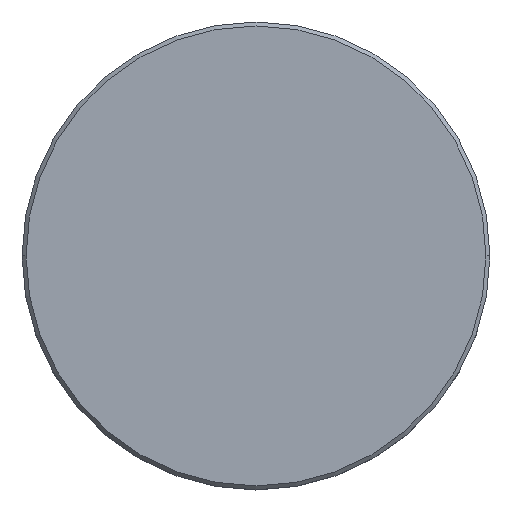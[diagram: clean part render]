
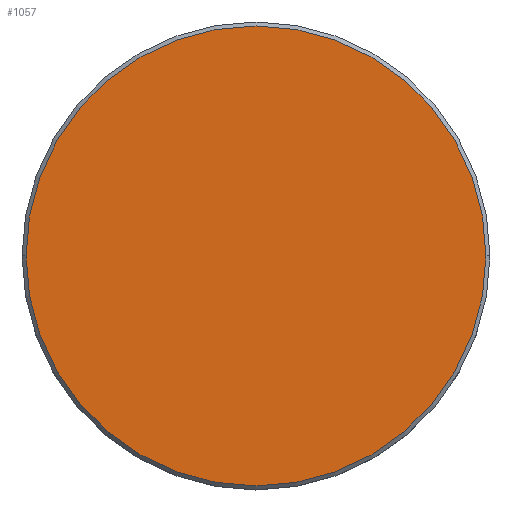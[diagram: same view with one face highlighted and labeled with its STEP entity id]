
A CAD part, top view. The second image highlights one B-rep face of the part: STEP entity #1057.
In plain terms, the highlighted planar face has unit normal (0, 0, 1).
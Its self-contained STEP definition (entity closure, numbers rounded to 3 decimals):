
#1 = AXIS2_PLACEMENT_3D ( 'NONE', #41, #949, #944 ) ;
#41 = CARTESIAN_POINT ( 'NONE',  ( 0., 0., 0. ) ) ;
#106 = CARTESIAN_POINT ( 'NONE',  ( -29., 0., 0. ) ) ;
#127 = ORIENTED_EDGE ( 'NONE', *, *, #441, .T. ) ;
#164 = DIRECTION ( 'NONE',  ( 0., 0., 1. ) ) ;
#175 = AXIS2_PLACEMENT_3D ( 'NONE', #1065, #164, #792 ) ;
#216 = EDGE_CURVE ( 'NONE', #427, #599, #494, .T. ) ;
#282 = DIRECTION ( 'NONE',  ( 0., 0., 1. ) ) ;
#379 = CARTESIAN_POINT ( 'NONE',  ( 0., 0., 0. ) ) ;
#427 = VERTEX_POINT ( 'NONE', #106 ) ;
#441 = EDGE_CURVE ( 'NONE', #599, #427, #1138, .T. ) ;
#494 = CIRCLE ( 'NONE', #175, 29. ) ;
#549 = ORIENTED_EDGE ( 'NONE', *, *, #216, .T. ) ;
#569 = FACE_OUTER_BOUND ( 'NONE', #1182, .T. ) ;
#594 = CARTESIAN_POINT ( 'NONE',  ( 29., 0., 0. ) ) ;
#599 = VERTEX_POINT ( 'NONE', #594 ) ;
#618 = AXIS2_PLACEMENT_3D ( 'NONE', #379, #282, #703 ) ;
#703 = DIRECTION ( 'NONE',  ( 1., 0., 0. ) ) ;
#792 = DIRECTION ( 'NONE',  ( 1., 0., 0. ) ) ;
#944 = DIRECTION ( 'NONE',  ( 1., 0., 0. ) ) ;
#949 = DIRECTION ( 'NONE',  ( 0., 0., 1. ) ) ;
#1057 = ADVANCED_FACE ( 'NONE', ( #569 ), #1128, .T. ) ;
#1065 = CARTESIAN_POINT ( 'NONE',  ( 0., 0., 0. ) ) ;
#1128 = PLANE ( 'NONE',  #1 ) ;
#1138 = CIRCLE ( 'NONE', #618, 29. ) ;
#1182 = EDGE_LOOP ( 'NONE', ( #549, #127 ) ) ;
